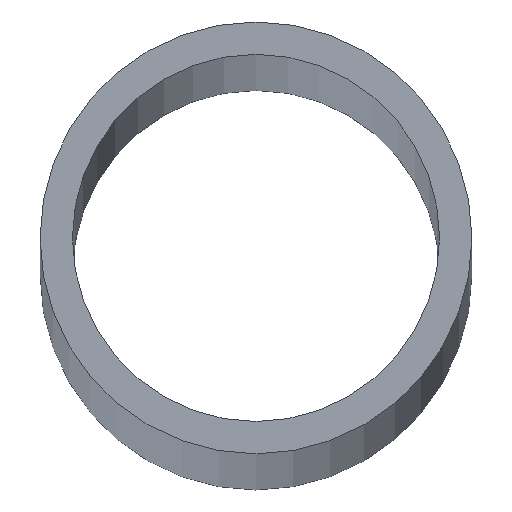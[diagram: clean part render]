
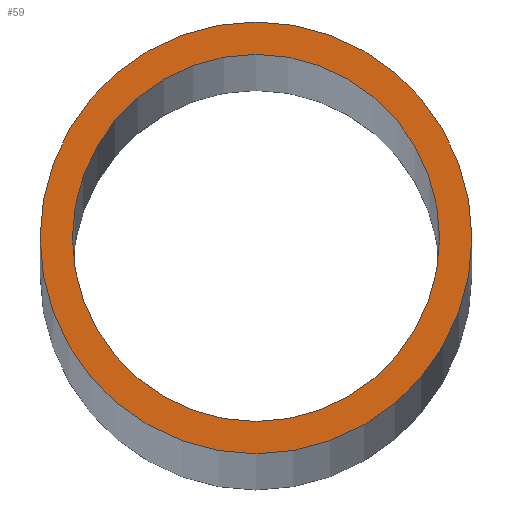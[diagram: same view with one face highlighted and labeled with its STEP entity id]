
A CAD part, top view. The second image highlights one B-rep face of the part: STEP entity #59.
In plain terms, the highlighted planar face has unit normal (0, 0, 1).
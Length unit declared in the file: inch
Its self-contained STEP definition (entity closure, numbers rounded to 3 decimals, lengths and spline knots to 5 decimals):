
#1 = ORIENTED_EDGE ( 'NONE', *, *, #112, .T. ) ;
#6 = CARTESIAN_POINT ( 'NONE',  ( 0., 0., 216. ) ) ;
#18 = AXIS2_PLACEMENT_3D ( 'NONE', #6, #98, #100 ) ;
#21 = VERTEX_POINT ( 'NONE', #247 ) ;
#30 = DIRECTION ( 'NONE',  ( 1., 0., 0. ) ) ;
#31 = CARTESIAN_POINT ( 'NONE',  ( 1.913, 0., 216. ) ) ;
#33 = AXIS2_PLACEMENT_3D ( 'NONE', #64, #47, #109 ) ;
#46 = DIRECTION ( 'NONE',  ( 0., 0., 1. ) ) ;
#47 = DIRECTION ( 'NONE',  ( 0., 0., 1. ) ) ;
#48 = CIRCLE ( 'NONE', #50, 2.25 ) ;
#49 = ORIENTED_EDGE ( 'NONE', *, *, #89, .F. ) ;
#50 = AXIS2_PLACEMENT_3D ( 'NONE', #187, #68, #88 ) ;
#59 = ADVANCED_FACE ( 'NONE', ( #70, #191 ), #190, .T. ) ;
#61 = EDGE_CURVE ( 'NONE', #90, #120, #211, .T. ) ;
#64 = CARTESIAN_POINT ( 'NONE',  ( 0., 0., 216. ) ) ;
#68 = DIRECTION ( 'NONE',  ( 0., 0., 1. ) ) ;
#70 = FACE_OUTER_BOUND ( 'NONE', #115, .T. ) ;
#76 = VERTEX_POINT ( 'NONE', #31 ) ;
#88 = DIRECTION ( 'NONE',  ( 1., 0., 0. ) ) ;
#89 = EDGE_CURVE ( 'NONE', #21, #76, #168, .T. ) ;
#90 = VERTEX_POINT ( 'NONE', #151 ) ;
#98 = DIRECTION ( 'NONE',  ( 0., 0., 1. ) ) ;
#100 = DIRECTION ( 'NONE',  ( 1., 0., 0. ) ) ;
#101 = AXIS2_PLACEMENT_3D ( 'NONE', #228, #46, #131 ) ;
#109 = DIRECTION ( 'NONE',  ( 1., 0., 0. ) ) ;
#112 = EDGE_CURVE ( 'NONE', #120, #90, #48, .T. ) ;
#114 = ORIENTED_EDGE ( 'NONE', *, *, #61, .T. ) ;
#115 = EDGE_LOOP ( 'NONE', ( #1, #114 ) ) ;
#120 = VERTEX_POINT ( 'NONE', #132 ) ;
#131 = DIRECTION ( 'NONE',  ( 1., 0., 0. ) ) ;
#132 = CARTESIAN_POINT ( 'NONE',  ( -2.25, 0., 216. ) ) ;
#135 = EDGE_LOOP ( 'NONE', ( #49, #232 ) ) ;
#151 = CARTESIAN_POINT ( 'NONE',  ( 2.25, 0., 216. ) ) ;
#163 = CIRCLE ( 'NONE', #18, 1.913 ) ;
#168 = CIRCLE ( 'NONE', #200, 1.913 ) ;
#187 = CARTESIAN_POINT ( 'NONE',  ( 0., 0., 216. ) ) ;
#190 = PLANE ( 'NONE',  #33 ) ;
#191 = FACE_BOUND ( 'NONE', #135, .T. ) ;
#200 = AXIS2_PLACEMENT_3D ( 'NONE', #244, #207, #30 ) ;
#207 = DIRECTION ( 'NONE',  ( 0., 0., 1. ) ) ;
#211 = CIRCLE ( 'NONE', #101, 2.25 ) ;
#228 = CARTESIAN_POINT ( 'NONE',  ( 0., 0., 216. ) ) ;
#231 = EDGE_CURVE ( 'NONE', #76, #21, #163, .T. ) ;
#232 = ORIENTED_EDGE ( 'NONE', *, *, #231, .F. ) ;
#244 = CARTESIAN_POINT ( 'NONE',  ( 0., 0., 216. ) ) ;
#247 = CARTESIAN_POINT ( 'NONE',  ( -1.913, 0., 216. ) ) ;
